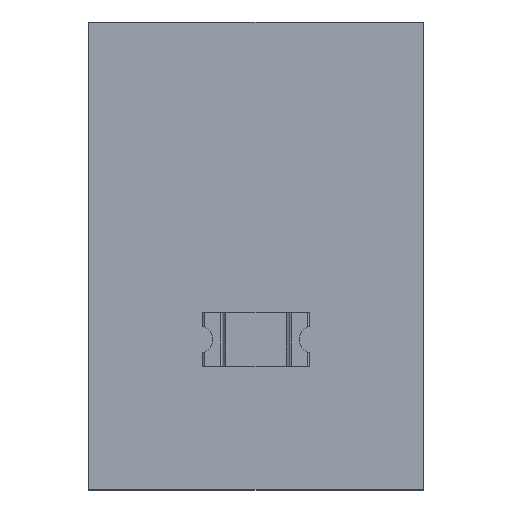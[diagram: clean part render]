
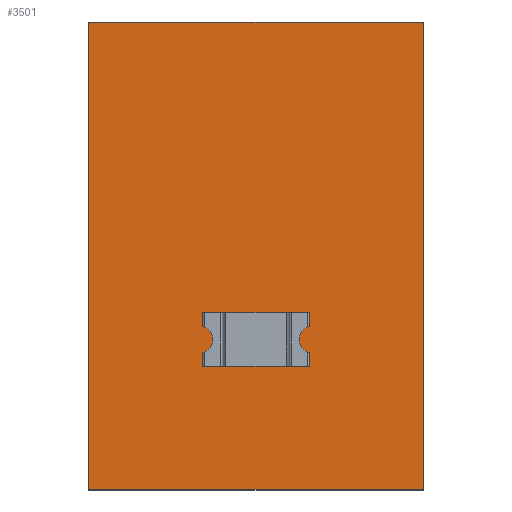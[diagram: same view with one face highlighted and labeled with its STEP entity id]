
A CAD part, top view. The second image highlights one B-rep face of the part: STEP entity #3501.
In plain terms, the highlighted planar face has unit normal (0, 0, 1).
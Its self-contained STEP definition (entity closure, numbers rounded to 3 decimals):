
#3187 = VERTEX_POINT('',#3188);
#3188 = CARTESIAN_POINT('',(114.,-93.,1.6));
#3195 = PLANE('',#3196);
#3196 = AXIS2_PLACEMENT_3D('',#3197,#3198,#3199);
#3197 = CARTESIAN_POINT('',(114.,-93.,0.));
#3198 = DIRECTION('',(0.,-1.,0.));
#3199 = DIRECTION('',(-1.,0.,0.));
#3207 = PLANE('',#3208);
#3208 = AXIS2_PLACEMENT_3D('',#3209,#3210,#3211);
#3209 = CARTESIAN_POINT('',(114.,-79.,0.));
#3210 = DIRECTION('',(1.,0.,-0.));
#3211 = DIRECTION('',(0.,-1.,0.));
#3219 = EDGE_CURVE('',#3187,#3220,#3222,.T.);
#3220 = VERTEX_POINT('',#3221);
#3221 = CARTESIAN_POINT('',(104.,-93.,1.6));
#3222 = SURFACE_CURVE('',#3223,(#3227,#3234),.PCURVE_S1.);
#3223 = LINE('',#3224,#3225);
#3224 = CARTESIAN_POINT('',(114.,-93.,1.6));
#3225 = VECTOR('',#3226,1.);
#3226 = DIRECTION('',(-1.,0.,0.));
#3227 = PCURVE('',#3195,#3228);
#3228 = DEFINITIONAL_REPRESENTATION('',(#3229),#3233);
#3229 = LINE('',#3230,#3231);
#3230 = CARTESIAN_POINT('',(0.,-1.6));
#3231 = VECTOR('',#3232,1.);
#3232 = DIRECTION('',(1.,0.));
#3233 = ( GEOMETRIC_REPRESENTATION_CONTEXT(2) 
PARAMETRIC_REPRESENTATION_CONTEXT() REPRESENTATION_CONTEXT('2D SPACE',''
  ) );
#3234 = PCURVE('',#3235,#3240);
#3235 = PLANE('',#3236);
#3236 = AXIS2_PLACEMENT_3D('',#3237,#3238,#3239);
#3237 = CARTESIAN_POINT('',(109.,-86.,1.6));
#3238 = DIRECTION('',(-0.,-0.,-1.));
#3239 = DIRECTION('',(-1.,0.,0.));
#3240 = DEFINITIONAL_REPRESENTATION('',(#3241),#3245);
#3241 = LINE('',#3242,#3243);
#3242 = CARTESIAN_POINT('',(-5.,-7.));
#3243 = VECTOR('',#3244,1.);
#3244 = DIRECTION('',(1.,0.));
#3245 = ( GEOMETRIC_REPRESENTATION_CONTEXT(2) 
PARAMETRIC_REPRESENTATION_CONTEXT() REPRESENTATION_CONTEXT('2D SPACE',''
  ) );
#3263 = PLANE('',#3264);
#3264 = AXIS2_PLACEMENT_3D('',#3265,#3266,#3267);
#3265 = CARTESIAN_POINT('',(104.,-93.,0.));
#3266 = DIRECTION('',(-1.,0.,0.));
#3267 = DIRECTION('',(0.,1.,0.));
#3305 = EDGE_CURVE('',#3220,#3306,#3308,.T.);
#3306 = VERTEX_POINT('',#3307);
#3307 = CARTESIAN_POINT('',(104.,-79.,1.6));
#3308 = SURFACE_CURVE('',#3309,(#3313,#3320),.PCURVE_S1.);
#3309 = LINE('',#3310,#3311);
#3310 = CARTESIAN_POINT('',(104.,-93.,1.6));
#3311 = VECTOR('',#3312,1.);
#3312 = DIRECTION('',(0.,1.,0.));
#3313 = PCURVE('',#3263,#3314);
#3314 = DEFINITIONAL_REPRESENTATION('',(#3315),#3319);
#3315 = LINE('',#3316,#3317);
#3316 = CARTESIAN_POINT('',(0.,-1.6));
#3317 = VECTOR('',#3318,1.);
#3318 = DIRECTION('',(1.,0.));
#3319 = ( GEOMETRIC_REPRESENTATION_CONTEXT(2) 
PARAMETRIC_REPRESENTATION_CONTEXT() REPRESENTATION_CONTEXT('2D SPACE',''
  ) );
#3320 = PCURVE('',#3235,#3321);
#3321 = DEFINITIONAL_REPRESENTATION('',(#3322),#3326);
#3322 = LINE('',#3323,#3324);
#3323 = CARTESIAN_POINT('',(5.,-7.));
#3324 = VECTOR('',#3325,1.);
#3325 = DIRECTION('',(0.,1.));
#3326 = ( GEOMETRIC_REPRESENTATION_CONTEXT(2) 
PARAMETRIC_REPRESENTATION_CONTEXT() REPRESENTATION_CONTEXT('2D SPACE',''
  ) );
#3344 = PLANE('',#3345);
#3345 = AXIS2_PLACEMENT_3D('',#3346,#3347,#3348);
#3346 = CARTESIAN_POINT('',(104.,-79.,0.));
#3347 = DIRECTION('',(0.,1.,0.));
#3348 = DIRECTION('',(1.,0.,0.));
#3381 = EDGE_CURVE('',#3306,#3382,#3384,.T.);
#3382 = VERTEX_POINT('',#3383);
#3383 = CARTESIAN_POINT('',(114.,-79.,1.6));
#3384 = SURFACE_CURVE('',#3385,(#3389,#3396),.PCURVE_S1.);
#3385 = LINE('',#3386,#3387);
#3386 = CARTESIAN_POINT('',(104.,-79.,1.6));
#3387 = VECTOR('',#3388,1.);
#3388 = DIRECTION('',(1.,0.,0.));
#3389 = PCURVE('',#3344,#3390);
#3390 = DEFINITIONAL_REPRESENTATION('',(#3391),#3395);
#3391 = LINE('',#3392,#3393);
#3392 = CARTESIAN_POINT('',(0.,-1.6));
#3393 = VECTOR('',#3394,1.);
#3394 = DIRECTION('',(1.,0.));
#3395 = ( GEOMETRIC_REPRESENTATION_CONTEXT(2) 
PARAMETRIC_REPRESENTATION_CONTEXT() REPRESENTATION_CONTEXT('2D SPACE',''
  ) );
#3396 = PCURVE('',#3235,#3397);
#3397 = DEFINITIONAL_REPRESENTATION('',(#3398),#3402);
#3398 = LINE('',#3399,#3400);
#3399 = CARTESIAN_POINT('',(5.,7.));
#3400 = VECTOR('',#3401,1.);
#3401 = DIRECTION('',(-1.,0.));
#3402 = ( GEOMETRIC_REPRESENTATION_CONTEXT(2) 
PARAMETRIC_REPRESENTATION_CONTEXT() REPRESENTATION_CONTEXT('2D SPACE',''
  ) );
#3452 = EDGE_CURVE('',#3382,#3187,#3453,.T.);
#3453 = SURFACE_CURVE('',#3454,(#3458,#3465),.PCURVE_S1.);
#3454 = LINE('',#3455,#3456);
#3455 = CARTESIAN_POINT('',(114.,-79.,1.6));
#3456 = VECTOR('',#3457,1.);
#3457 = DIRECTION('',(0.,-1.,0.));
#3458 = PCURVE('',#3207,#3459);
#3459 = DEFINITIONAL_REPRESENTATION('',(#3460),#3464);
#3460 = LINE('',#3461,#3462);
#3461 = CARTESIAN_POINT('',(0.,-1.6));
#3462 = VECTOR('',#3463,1.);
#3463 = DIRECTION('',(1.,0.));
#3464 = ( GEOMETRIC_REPRESENTATION_CONTEXT(2) 
PARAMETRIC_REPRESENTATION_CONTEXT() REPRESENTATION_CONTEXT('2D SPACE',''
  ) );
#3465 = PCURVE('',#3235,#3466);
#3466 = DEFINITIONAL_REPRESENTATION('',(#3467),#3471);
#3467 = LINE('',#3468,#3469);
#3468 = CARTESIAN_POINT('',(-5.,7.));
#3469 = VECTOR('',#3470,1.);
#3470 = DIRECTION('',(0.,-1.));
#3471 = ( GEOMETRIC_REPRESENTATION_CONTEXT(2) 
PARAMETRIC_REPRESENTATION_CONTEXT() REPRESENTATION_CONTEXT('2D SPACE',''
  ) );
#3501 = ADVANCED_FACE('',(#3502),#3235,.F.);
#3502 = FACE_BOUND('',#3503,.F.);
#3503 = EDGE_LOOP('',(#3504,#3505,#3506,#3507));
#3504 = ORIENTED_EDGE('',*,*,#3219,.T.);
#3505 = ORIENTED_EDGE('',*,*,#3305,.T.);
#3506 = ORIENTED_EDGE('',*,*,#3381,.T.);
#3507 = ORIENTED_EDGE('',*,*,#3452,.T.);
